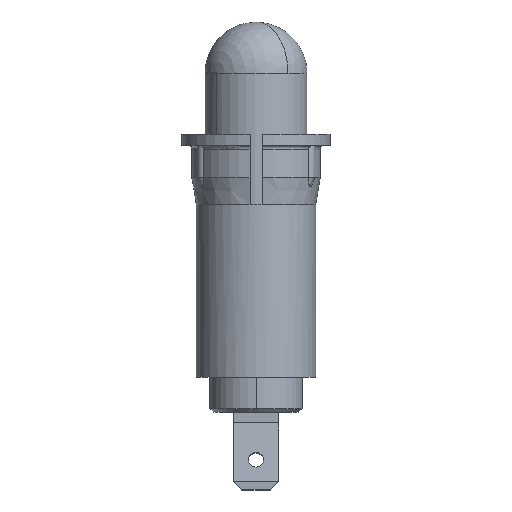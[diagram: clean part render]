
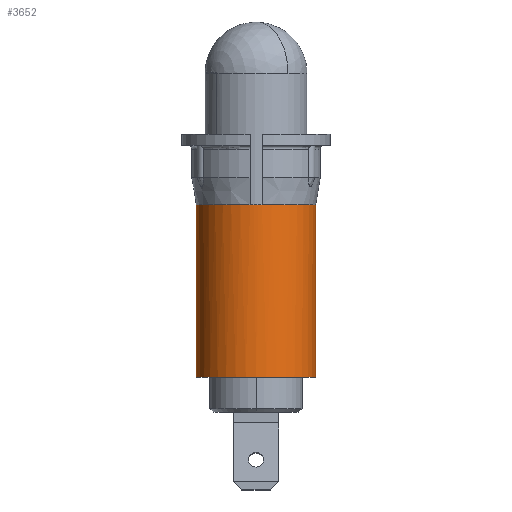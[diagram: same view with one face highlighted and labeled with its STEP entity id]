
A CAD part, front view. The second image highlights one B-rep face of the part: STEP entity #3652.
In plain terms, the highlighted cylindrical face has radius 6.287 mm (diameter 12.573 mm), a partial arc.
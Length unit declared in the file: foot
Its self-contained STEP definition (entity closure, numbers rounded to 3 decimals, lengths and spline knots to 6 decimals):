
#2 = CARTESIAN_POINT ( 'NONE',  ( 0.002062, -0.020522, 0.060033 ) ) ;
#169 = CARTESIAN_POINT ( 'NONE',  ( 0., 0., 0.060033 ) ) ;
#177 = ORIENTED_EDGE ( 'NONE', *, *, #3646, .T. ) ;
#514 = DIRECTION ( 'NONE',  ( 0., 0., -1. ) ) ;
#546 = CIRCLE ( 'NONE', #4537, 0.020625 ) ;
#598 = CYLINDRICAL_SURFACE ( 'NONE', #3004, 0.020625 ) ;
#728 = CARTESIAN_POINT ( 'NONE',  ( -0.002062, -0.020522, 0.060033 ) ) ;
#1061 = DIRECTION ( 'NONE',  ( -1., 0., 0. ) ) ;
#1330 = ORIENTED_EDGE ( 'NONE', *, *, #5273, .F. ) ;
#1572 = ORIENTED_EDGE ( 'NONE', *, *, #9187, .T. ) ;
#2018 = VERTEX_POINT ( 'NONE', #2996 ) ;
#2042 = CIRCLE ( 'NONE', #3660, 0.020625 ) ;
#2448 = CARTESIAN_POINT ( 'NONE',  ( 0., 0., 0.060033 ) ) ;
#2725 = VECTOR ( 'NONE', #514, 3.28084 ) ;
#2996 = CARTESIAN_POINT ( 'NONE',  ( 0.020625, 0., 0.060033 ) ) ;
#3004 = AXIS2_PLACEMENT_3D ( 'NONE', #10525, #10587, #10236 ) ;
#3079 = CARTESIAN_POINT ( 'NONE',  ( 0.020625, 0., -0.108317 ) ) ;
#3300 = DIRECTION ( 'NONE',  ( -1., 0., 0. ) ) ;
#3611 = CIRCLE ( 'NONE', #9604, 0.020625 ) ;
#3646 = EDGE_CURVE ( 'NONE', #6442, #8505, #9657, .T. ) ;
#3652 = ADVANCED_FACE ( 'NONE', ( #7712 ), #598, .T. ) ;
#3660 = AXIS2_PLACEMENT_3D ( 'NONE', #169, #6163, #1061 ) ;
#3784 = AXIS2_PLACEMENT_3D ( 'NONE', #10141, #10034, #10072 ) ;
#3978 = VERTEX_POINT ( 'NONE', #8863 ) ;
#4228 = ORIENTED_EDGE ( 'NONE', *, *, #7834, .F. ) ;
#4537 = AXIS2_PLACEMENT_3D ( 'NONE', #2448, #8381, #3300 ) ;
#4632 = EDGE_LOOP ( 'NONE', ( #4228, #6482, #177, #1572, #8310, #1330 ) ) ;
#4738 = DIRECTION ( 'NONE',  ( 0., 0., -1. ) ) ;
#5273 = EDGE_CURVE ( 'NONE', #6819, #3978, #3611, .T. ) ;
#5350 = DIRECTION ( 'NONE',  ( -1., 0., 0. ) ) ;
#5365 = DIRECTION ( 'NONE',  ( 0., 0., -1. ) ) ;
#5370 = CARTESIAN_POINT ( 'NONE',  ( 0., 0., 0.00045 ) ) ;
#5566 = VERTEX_POINT ( 'NONE', #9405 ) ;
#6163 = DIRECTION ( 'NONE',  ( 0., 0., -1. ) ) ;
#6442 = VERTEX_POINT ( 'NONE', #2 ) ;
#6482 = ORIENTED_EDGE ( 'NONE', *, *, #8154, .T. ) ;
#6819 = VERTEX_POINT ( 'NONE', #7772 ) ;
#7712 = FACE_OUTER_BOUND ( 'NONE', #4632, .T. ) ;
#7772 = CARTESIAN_POINT ( 'NONE',  ( 0.020625, 0., 0.00045 ) ) ;
#7834 = EDGE_CURVE ( 'NONE', #2018, #6819, #9701, .T. ) ;
#7875 = EDGE_CURVE ( 'NONE', #5566, #3978, #9453, .T. ) ;
#8154 = EDGE_CURVE ( 'NONE', #2018, #6442, #2042, .T. ) ;
#8310 = ORIENTED_EDGE ( 'NONE', *, *, #7875, .T. ) ;
#8381 = DIRECTION ( 'NONE',  ( 0., 0., -1. ) ) ;
#8505 = VERTEX_POINT ( 'NONE', #728 ) ;
#8863 = CARTESIAN_POINT ( 'NONE',  ( -0.020625, 0., 0.00045 ) ) ;
#9187 = EDGE_CURVE ( 'NONE', #8505, #5566, #546, .T. ) ;
#9405 = CARTESIAN_POINT ( 'NONE',  ( -0.020625, 0., 0.060033 ) ) ;
#9453 = LINE ( 'NONE', #10577, #2725 ) ;
#9604 = AXIS2_PLACEMENT_3D ( 'NONE', #5370, #5365, #5350 ) ;
#9657 = CIRCLE ( 'NONE', #3784, 0.020625 ) ;
#9701 = LINE ( 'NONE', #3079, #10157 ) ;
#10034 = DIRECTION ( 'NONE',  ( 0., 0., -1. ) ) ;
#10072 = DIRECTION ( 'NONE',  ( -1., 0., 0. ) ) ;
#10141 = CARTESIAN_POINT ( 'NONE',  ( 0., 0., 0.060033 ) ) ;
#10157 = VECTOR ( 'NONE', #4738, 3.28084 ) ;
#10236 = DIRECTION ( 'NONE',  ( -1., 0., 0. ) ) ;
#10525 = CARTESIAN_POINT ( 'NONE',  ( 0., 0., -0.108317 ) ) ;
#10577 = CARTESIAN_POINT ( 'NONE',  ( -0.020625, 0., -0.108317 ) ) ;
#10587 = DIRECTION ( 'NONE',  ( 0., 0., -1. ) ) ;
